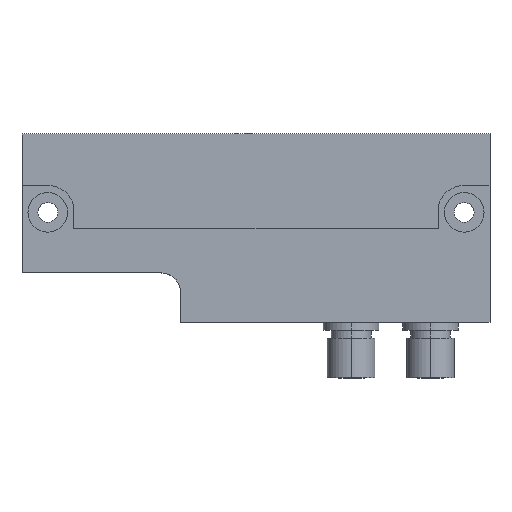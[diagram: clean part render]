
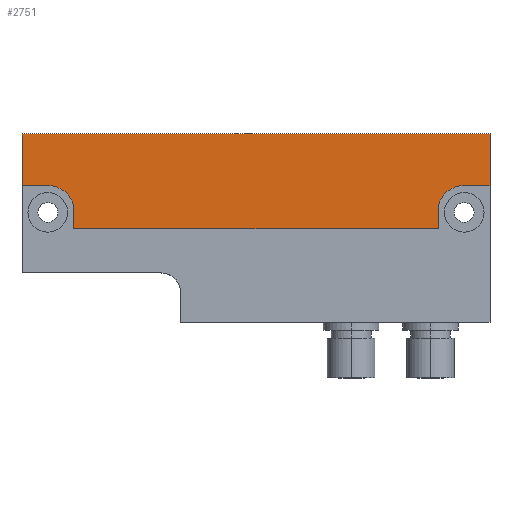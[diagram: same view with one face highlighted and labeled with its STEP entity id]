
A CAD part, top view. The second image highlights one B-rep face of the part: STEP entity #2751.
In plain terms, the highlighted planar face has unit normal (0, 0, 1).
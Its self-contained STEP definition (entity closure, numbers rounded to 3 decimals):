
#2370=DIRECTION('',(-1.,0.,0.));
#2371=VECTOR('',#2370,118.);
#2372=CARTESIAN_POINT('',(59.,23.75,0.));
#2373=LINE('',#2372,#2371);
#2377=DIRECTION('',(0.,1.,0.));
#2378=VECTOR('',#2377,13.);
#2379=CARTESIAN_POINT('',(59.,10.75,0.));
#2380=LINE('',#2379,#2378);
#2384=DIRECTION('',(1.,0.,0.));
#2385=VECTOR('',#2384,6.5);
#2386=CARTESIAN_POINT('',(52.5,10.75,0.));
#2387=LINE('',#2386,#2385);
#2391=CARTESIAN_POINT('',(52.5,4.,0.));
#2392=DIRECTION('',(0.,0.,-1.));
#2393=DIRECTION('',(-0.963,0.27,0.));
#2394=AXIS2_PLACEMENT_3D('',#2391,#2392,#2393);
#2399=DIRECTION('',(0.,1.,0.));
#2400=VECTOR('',#2399,6.);
#2401=CARTESIAN_POINT('',(46.,-0.18,0.));
#2402=LINE('',#2401,#2400);
#2406=DIRECTION('',(1.,0.,0.));
#2407=VECTOR('',#2406,92.);
#2408=CARTESIAN_POINT('',(-46.,-0.18,0.));
#2409=LINE('',#2408,#2407);
#2413=DIRECTION('',(0.,-1.,0.));
#2414=VECTOR('',#2413,6.);
#2415=CARTESIAN_POINT('',(-46.,5.82,0.));
#2416=LINE('',#2415,#2414);
#2420=CARTESIAN_POINT('',(-52.5,4.,0.));
#2421=DIRECTION('',(0.,0.,-1.));
#2422=DIRECTION('',(0.,1.,0.));
#2423=AXIS2_PLACEMENT_3D('',#2420,#2421,#2422);
#2428=DIRECTION('',(1.,0.,0.));
#2429=VECTOR('',#2428,6.5);
#2430=CARTESIAN_POINT('',(-59.,10.75,0.));
#2431=LINE('',#2430,#2429);
#2435=DIRECTION('',(0.,-1.,0.));
#2436=VECTOR('',#2435,13.);
#2437=CARTESIAN_POINT('',(-59.,23.75,0.));
#2438=LINE('',#2437,#2436);
#2462=CARTESIAN_POINT('',(59.,23.75,0.));
#2463=CARTESIAN_POINT('',(-59.,23.75,0.));
#2464=VERTEX_POINT('',#2462);
#2465=VERTEX_POINT('',#2463);
#2466=CARTESIAN_POINT('',(-59.,10.75,0.));
#2467=VERTEX_POINT('',#2466);
#2468=CARTESIAN_POINT('',(-52.5,10.75,0.));
#2469=VERTEX_POINT('',#2468);
#2470=CARTESIAN_POINT('',(-46.,5.82,0.));
#2471=VERTEX_POINT('',#2470);
#2472=CARTESIAN_POINT('',(-46.,-0.18,0.));
#2473=VERTEX_POINT('',#2472);
#2474=CARTESIAN_POINT('',(46.,-0.18,0.));
#2475=VERTEX_POINT('',#2474);
#2476=CARTESIAN_POINT('',(46.,5.82,0.));
#2477=VERTEX_POINT('',#2476);
#2478=CARTESIAN_POINT('',(52.5,10.75,0.));
#2479=VERTEX_POINT('',#2478);
#2480=CARTESIAN_POINT('',(59.,10.75,0.));
#2481=VERTEX_POINT('',#2480);
#2734=CARTESIAN_POINT('',(0.,0.,0.));
#2735=DIRECTION('',(0.,0.,1.));
#2736=DIRECTION('',(1.,0.,0.));
#2737=AXIS2_PLACEMENT_3D('',#2734,#2735,#2736);
#2738=PLANE('',#2737);
#2739=ORIENTED_EDGE('',*,*,#2577,.F.);
#2740=ORIENTED_EDGE('',*,*,#2617,.F.);
#2741=ORIENTED_EDGE('',*,*,#2631,.F.);
#2742=ORIENTED_EDGE('',*,*,#2645,.F.);
#2743=ORIENTED_EDGE('',*,*,#2659,.F.);
#2744=ORIENTED_EDGE('',*,*,#2673,.F.);
#2745=ORIENTED_EDGE('',*,*,#2687,.F.);
#2746=ORIENTED_EDGE('',*,*,#2701,.F.);
#2747=ORIENTED_EDGE('',*,*,#2715,.F.);
#2748=ORIENTED_EDGE('',*,*,#2728,.F.);
#2749=EDGE_LOOP('',(#2739,#2740,#2741,#2742,#2743,#2744,#2745,#2746,#2747,
#2748));
#2750=FACE_OUTER_BOUND('',#2749,.F.);
#2751=ADVANCED_FACE('',(#2750),#2738,.T.);
#2395=CIRCLE('',#2394,6.75);
#2424=CIRCLE('',#2423,6.75);
#2577=EDGE_CURVE('',#2464,#2465,#2373,.T.);
#2617=EDGE_CURVE('',#2481,#2464,#2380,.T.);
#2631=EDGE_CURVE('',#2479,#2481,#2387,.T.);
#2645=EDGE_CURVE('',#2477,#2479,#2395,.T.);
#2659=EDGE_CURVE('',#2475,#2477,#2402,.T.);
#2673=EDGE_CURVE('',#2473,#2475,#2409,.T.);
#2687=EDGE_CURVE('',#2471,#2473,#2416,.T.);
#2701=EDGE_CURVE('',#2469,#2471,#2424,.T.);
#2715=EDGE_CURVE('',#2467,#2469,#2431,.T.);
#2728=EDGE_CURVE('',#2465,#2467,#2438,.T.);
